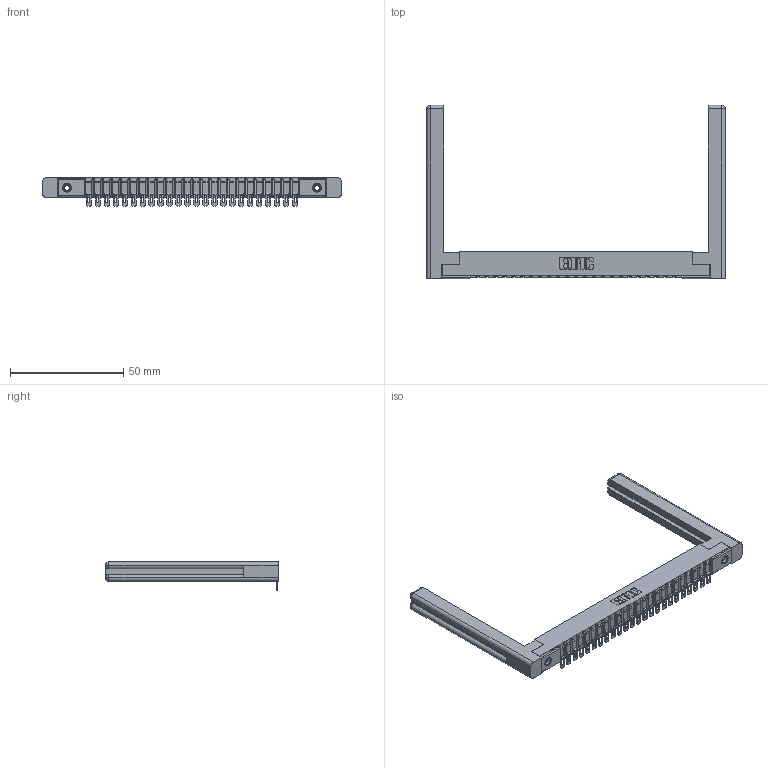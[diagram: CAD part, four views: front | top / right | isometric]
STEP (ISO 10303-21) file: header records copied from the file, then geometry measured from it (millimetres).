
FILE_DESCRIPTION (( 'STEP AP203' ), '1' );
FILE_NAME ('307-024-554-158.STEP', '2019-09-05T01:12:38', ( '' ), ( '' ), 'SwSTEP 2.0', 'SolidWorks 2016', '' );
FILE_SCHEMA (( 'CONFIG_CONTROL_DESIGN' ));
Length unit declared in the file: inch
Products named in the file (5): 345-250-001_345-250-001-102; 307-290-002_554; 307-024-554-158; 307-220-058; 307 Part_.156 Dia Mounting Holes
Assembly tree (29 placements, depth 2):
  307-024-554-158
    307 Part_.156 Dia Mounting Holes
    307-290-002_554  x24
    307-220-058  x2
    345-250-001_345-250-001-102  x2
Bounding box: 131.72 x 76.33 x 12.52 mm (x, y, z)
Volume: 16384.2 mm3; surface area: 21068.8 mm2
Topology: 29 solids, 29 shells, 2229 faces, 6749 edges, 4418 vertices
Faces by surface type: plane 1258, cylinder 897, sphere 50, torus 12, cone 12
Entity records: 26392 total; most frequent: CARTESIAN_POINT 4457, ORIENTED_EDGE 4386, DIRECTION 4305, EDGE_CURVE 2193, LINE 1661, VECTOR 1661, VERTEX_POINT 1420, AXIS2_PLACEMENT_3D 1322
